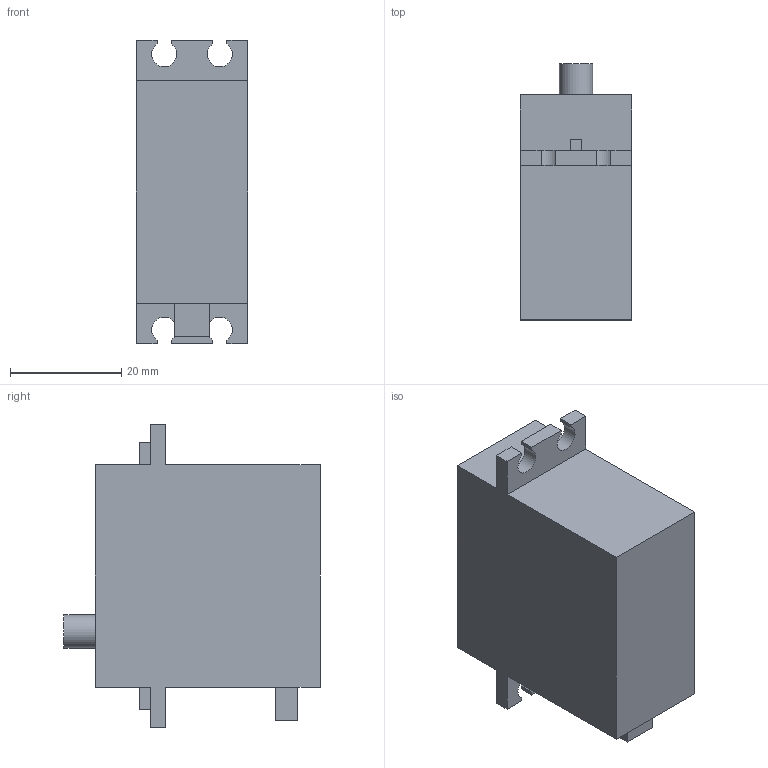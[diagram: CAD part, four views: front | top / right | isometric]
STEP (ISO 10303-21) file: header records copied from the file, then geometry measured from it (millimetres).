
FILE_DESCRIPTION(/* description */ (''),/* implementation_level */ '2;1');
FILE_NAME(/* name */ 'Servo.ipt.step',/* time_stamp */ '2024-02-28T22:19:16-06:00',/* author */ ('smz3rm'),/* organization */ (''),/* preprocessor_version */ 'ST-DEVELOPER v18',/* originating_system */ 'Autodesk Inventor 2020',/* authorisation */ '');
FILE_SCHEMA (('AUTOMOTIVE_DESIGN { 1 0 10303 214 3 1 1 }','FEATURE_BASED_PROCESS_PLANNING'));
Length unit declared in the file: millimetre
Products named in the file (1): Servo
Bounding box: 20 x 46 x 54.5 mm (x, y, z)
Volume: 33225.5 mm3; surface area: 7397.4 mm2
Topology: 1 solids, 1 shells, 47 faces, 129 edges, 87 vertices
Faces by surface type: plane 41, cylinder 6
Full cylindrical faces by diameter (mm): 3 x1, 6 x1
Entity records: 1588 total; most frequent: CARTESIAN_POINT 264, ORIENTED_EDGE 258, DIRECTION 240, EDGE_CURVE 129, LINE 114, VECTOR 114, VERTEX_POINT 87, AXIS2_PLACEMENT_3D 63
